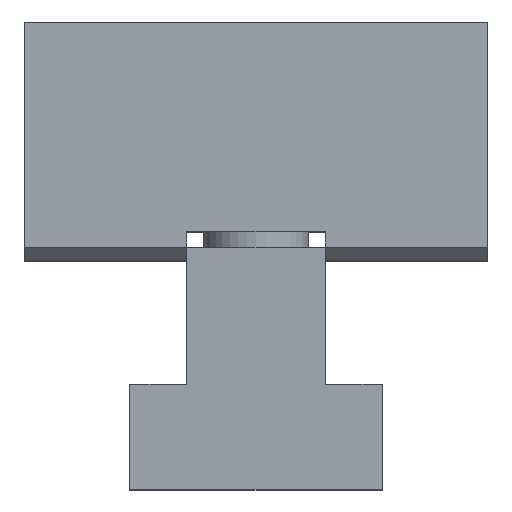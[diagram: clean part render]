
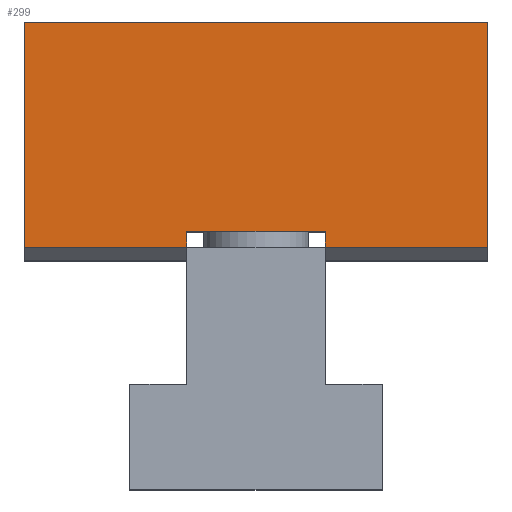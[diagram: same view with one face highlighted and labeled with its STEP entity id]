
A CAD part, top view. The second image highlights one B-rep face of the part: STEP entity #299.
In plain terms, the highlighted planar face has unit normal (0, 0, 1).
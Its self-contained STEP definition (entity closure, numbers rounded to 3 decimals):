
#299=ADVANCED_FACE('',(#615),#616,.T.);
#615=FACE_OUTER_BOUND('',#962,.T.);
#616=PLANE('',#963);
#962=EDGE_LOOP('',(#1794,#1795,#1796,#1797,#1798,#1799,#1800,#1801));
#963=AXIS2_PLACEMENT_3D('',#1802,#1803,#1804);
#1794=ORIENTED_EDGE('',*,*,#2094,.T.);
#1795=ORIENTED_EDGE('',*,*,#2131,.T.);
#1796=ORIENTED_EDGE('',*,*,#2372,.T.);
#1797=ORIENTED_EDGE('',*,*,#2369,.T.);
#1798=ORIENTED_EDGE('',*,*,#2091,.T.);
#1799=ORIENTED_EDGE('',*,*,#2169,.T.);
#1800=ORIENTED_EDGE('',*,*,#2374,.T.);
#1801=ORIENTED_EDGE('',*,*,#2354,.T.);
#1802=CARTESIAN_POINT('',(0.0,11.7,20.0));
#1803=DIRECTION('',(0.0,0.0,1.0));
#1804=DIRECTION('',(1.0,0.0,0.0));
#2091=EDGE_CURVE('',#2497,#2501,#2503,.T.);
#2094=EDGE_CURVE('',#2508,#2505,#2509,.T.);
#2131=EDGE_CURVE('',#2505,#2578,#2580,.T.);
#2169=EDGE_CURVE('',#2501,#2650,#2652,.T.);
#2354=EDGE_CURVE('',#2898,#2508,#2899,.T.);
#2369=EDGE_CURVE('',#2916,#2497,#2917,.T.);
#2372=EDGE_CURVE('',#2578,#2916,#2920,.T.);
#2374=EDGE_CURVE('',#2650,#2898,#2922,.T.);
#2497=VERTEX_POINT('',#3096);
#2501=VERTEX_POINT('',#3102);
#2503=LINE('',#3105,#3106);
#2505=VERTEX_POINT('',#3108);
#2508=VERTEX_POINT('',#3112);
#2509=LINE('',#3113,#3114);
#2578=VERTEX_POINT('',#3217);
#2580=LINE('',#3220,#3221);
#2650=VERTEX_POINT('',#3325);
#2652=LINE('',#3328,#3329);
#2898=VERTEX_POINT('',#3697);
#2899=LINE('',#3698,#3699);
#2916=VERTEX_POINT('',#3721);
#2917=LINE('',#3722,#3723);
#2920=LINE('',#3727,#3728);
#2922=LINE('',#3730,#3731);
#3096=CARTESIAN_POINT('',(6.6,2.0,20.0));
#3102=CARTESIAN_POINT('',(22.0,2.0,20.0));
#3105=CARTESIAN_POINT('',(0.5,2.0,20.0));
#3106=VECTOR('',#3950,1.0);
#3108=CARTESIAN_POINT('',(-6.6,2.0,20.0));
#3112=CARTESIAN_POINT('',(-22.0,2.0,20.0));
#3113=CARTESIAN_POINT('',(0.5,2.0,20.0));
#3114=VECTOR('',#3952,1.0);
#3217=CARTESIAN_POINT('',(-6.6,3.5,20.0));
#3220=CARTESIAN_POINT('',(-6.6,2.25,20.0));
#3221=VECTOR('',#3988,1.0);
#3325=CARTESIAN_POINT('',(22.0,23.4,20.0));
#3328=CARTESIAN_POINT('',(22.0,11.7,20.0));
#3329=VECTOR('',#4024,1.0);
#3697=CARTESIAN_POINT('',(-22.0,23.4,20.0));
#3698=CARTESIAN_POINT('',(-22.0,11.7,20.0));
#3699=VECTOR('',#4147,1.0);
#3721=CARTESIAN_POINT('',(6.6,3.5,20.0));
#3722=CARTESIAN_POINT('',(6.6,2.25,20.0));
#3723=VECTOR('',#4165,1.0);
#3727=CARTESIAN_POINT('',(0.0,3.5,20.0));
#3728=VECTOR('',#4167,1.0);
#3730=CARTESIAN_POINT('',(0.0,23.4,20.0));
#3731=VECTOR('',#4168,1.0);
#3950=DIRECTION('',(1.0,0.0,0.0));
#3952=DIRECTION('',(1.0,0.0,0.0));
#3988=DIRECTION('',(0.0,1.0,0.0));
#4024=DIRECTION('',(0.0,1.0,0.0));
#4147=DIRECTION('',(0.0,-1.0,0.0));
#4165=DIRECTION('',(0.0,-1.0,0.0));
#4167=DIRECTION('',(1.0,0.0,0.0));
#4168=DIRECTION('',(-1.0,0.0,0.0));
